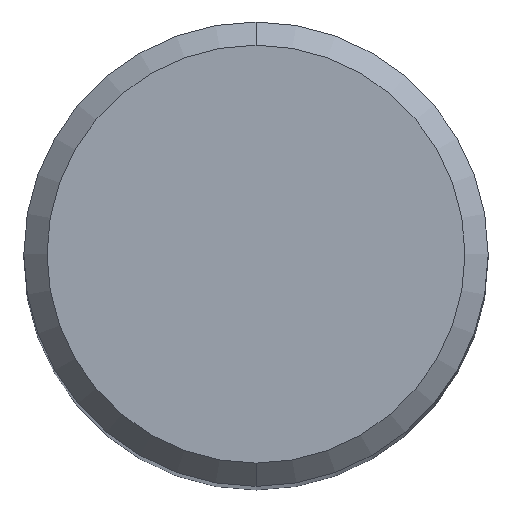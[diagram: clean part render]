
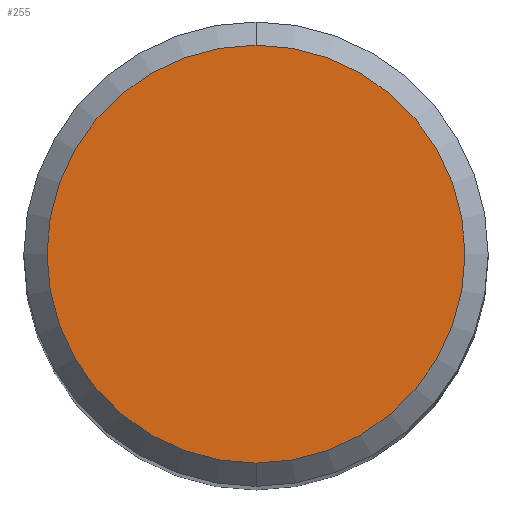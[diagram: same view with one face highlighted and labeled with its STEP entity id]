
A CAD part, top view. The second image highlights one B-rep face of the part: STEP entity #255.
In plain terms, the highlighted planar face has unit normal (0, 0, 1).
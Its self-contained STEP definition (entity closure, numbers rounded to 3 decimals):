
#207=VERTEX_POINT('',#515);
#255=ADVANCED_FACE('',(#571),#572,.T.);
#301=EDGE_CURVE('',#417,#207,#621,.T.);
#331=EDGE_CURVE('',#207,#417,#652,.T.);
#417=VERTEX_POINT('',#747);
#515=CARTESIAN_POINT('',(0.,-3.6,0.0));
#571=FACE_OUTER_BOUND('',#972,.T.);
#572=PLANE('',#973);
#621=CIRCLE('',#1056,3.6);
#652=CIRCLE('',#1185,3.6);
#747=CARTESIAN_POINT('',(0.0,3.6,0.0));
#972=EDGE_LOOP('',(#1565,#1566));
#973=AXIS2_PLACEMENT_3D('',#1567,#1568,#1569);
#1056=AXIS2_PLACEMENT_3D('',#1623,#1624,#1625);
#1185=AXIS2_PLACEMENT_3D('',#1642,#1643,#1644);
#1565=ORIENTED_EDGE('',*,*,#301,.F.);
#1566=ORIENTED_EDGE('',*,*,#331,.F.);
#1567=CARTESIAN_POINT('',(0.0,1.8,0.0));
#1568=DIRECTION('',(-0.0,0.0,1.0));
#1569=DIRECTION('',(0.0,-1.0,0.0));
#1623=CARTESIAN_POINT('',(0.0,0.0,0.0));
#1624=DIRECTION('',(0.0,0.0,-1.0));
#1625=DIRECTION('',(0.0,1.0,0.0));
#1642=CARTESIAN_POINT('',(0.0,0.0,0.0));
#1643=DIRECTION('',(0.0,0.0,-1.0));
#1644=DIRECTION('',(0.0,1.0,0.0));
